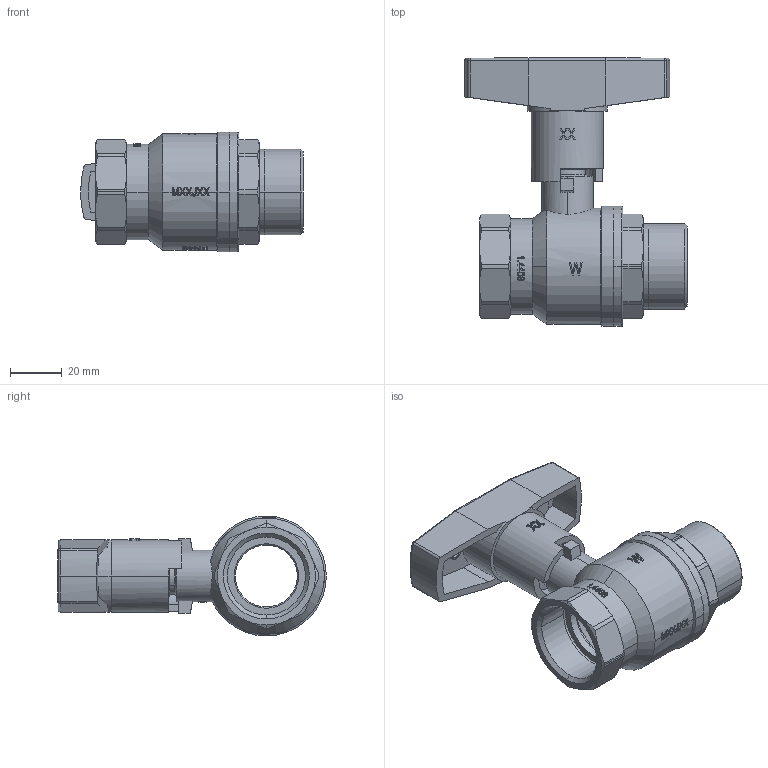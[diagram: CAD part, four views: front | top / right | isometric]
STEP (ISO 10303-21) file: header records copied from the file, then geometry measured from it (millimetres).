
FILE_DESCRIPTION(('OneSpaceDesigner STEP Export'),'2;1');
FILE_NAME('9381-1-STEP-KUNDE.stp','2013-06-13T13:08:14',(''),(''),'OneSpace Designer STEP processor for AP214 (Solid Model)','OneSpace Modeling 15.50D 18-Apr-2008 (C) CoCreate Software GmbH','');
FILE_SCHEMA(('AUTOMOTIVE_DESIGN { 1 0 10303 214 1 1 1 1 }'));
Length unit declared in the file: millimetre
Products named in the file (11): Abdeckkappe-3_8-1_1_2; Einschraubteil; Körper__1; Spindeldichtung__1; Stopfbuchse__1; T-Griff-Al-1-a
Assembly tree (5 placements, depth 2):
  Abdeckkappe-3_8-1_1_2
    Abdeckkappe-3_8-1_1_2
  Einschraubteil
  Körper__1
    Körper__1
  Spindeldichtung__1
    Spindeldichtung__1
  Stopfbuchse__1
    Stopfbuchse__1
Bounding box: 86.25 x 104.15 x 46.5 mm (x, y, z)
Volume: 73351.7 mm3; surface area: 45054 mm2
Topology: 6 solids, 6 shells, 1110 faces, 3059 edges, 2010 vertices
Faces by surface type: plane 843, cylinder 167, cone 84, torus 10, sphere 4, revolution 2
Entity records: 36406 total; most frequent: CARTESIAN_POINT 6406, ORIENTED_EDGE 6110, DIRECTION 5896, EDGE_CURVE 3055, AXIS2_PLACEMENT_3D 2164, VERTEX_POINT 2010, VECTOR 1567, LINE 1567
